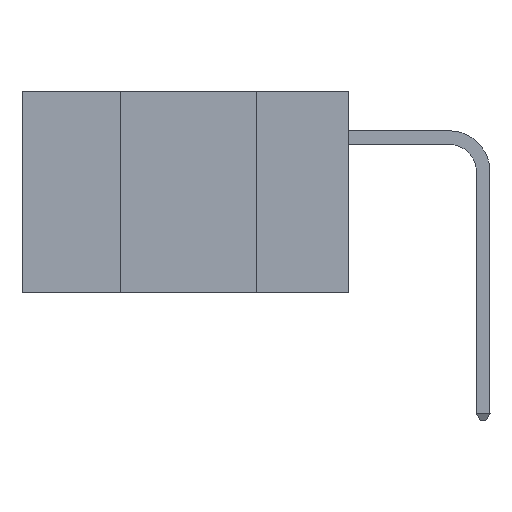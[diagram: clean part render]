
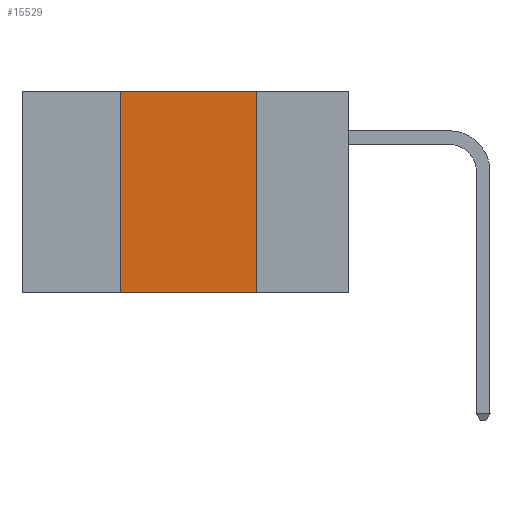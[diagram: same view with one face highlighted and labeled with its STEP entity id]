
A CAD part, left-side view. The second image highlights one B-rep face of the part: STEP entity #15529.
In plain terms, the highlighted planar face has unit normal (-1, 0, 0).
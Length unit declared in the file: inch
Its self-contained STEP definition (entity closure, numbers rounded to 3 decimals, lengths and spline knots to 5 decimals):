
#53 = LINE ( 'NONE', #3603, #15757 ) ;
#857 = LINE ( 'NONE', #4549, #8537 ) ;
#1053 = ORIENTED_EDGE ( 'NONE', *, *, #3558, .F. ) ;
#1765 = DIRECTION ( 'NONE',  ( 1., 0., 0. ) ) ;
#2176 = CARTESIAN_POINT ( 'NONE',  ( 0., 0.6, 0. ) ) ;
#2746 = ORIENTED_EDGE ( 'NONE', *, *, #11547, .T. ) ;
#3151 = EDGE_CURVE ( 'NONE', #4710, #6047, #53, .T. ) ;
#3558 = EDGE_CURVE ( 'NONE', #6047, #4789, #10953, .T. ) ;
#3603 = CARTESIAN_POINT ( 'NONE',  ( 0., 0.42, 0. ) ) ;
#4549 = CARTESIAN_POINT ( 'NONE',  ( 0., 0.6, -0.37 ) ) ;
#4560 = PLANE ( 'NONE',  #10123 ) ;
#4710 = VERTEX_POINT ( 'NONE', #10629 ) ;
#4789 = VERTEX_POINT ( 'NONE', #9128 ) ;
#4946 = CARTESIAN_POINT ( 'NONE',  ( 0., 0.42, 0. ) ) ;
#5628 = FACE_OUTER_BOUND ( 'NONE', #15384, .T. ) ;
#6047 = VERTEX_POINT ( 'NONE', #4946 ) ;
#7057 = ORIENTED_EDGE ( 'NONE', *, *, #3151, .F. ) ;
#7754 = VECTOR ( 'NONE', #11769, 39.37008 ) ;
#7926 = VECTOR ( 'NONE', #11024, 39.37008 ) ;
#8325 = DIRECTION ( 'NONE',  ( 0., -1., 0. ) ) ;
#8537 = VECTOR ( 'NONE', #8325, 39.37008 ) ;
#9128 = CARTESIAN_POINT ( 'NONE',  ( 0., 0.17, 0. ) ) ;
#9389 = ORIENTED_EDGE ( 'NONE', *, *, #15452, .F. ) ;
#9973 = DIRECTION ( 'NONE',  ( 0., 0., 1. ) ) ;
#10123 = AXIS2_PLACEMENT_3D ( 'NONE', #13242, #1765, #15690 ) ;
#10538 = LINE ( 'NONE', #12022, #7754 ) ;
#10629 = CARTESIAN_POINT ( 'NONE',  ( 0., 0.42, -0.37 ) ) ;
#10660 = CARTESIAN_POINT ( 'NONE',  ( 0., 0.17, -0.37 ) ) ;
#10953 = LINE ( 'NONE', #2176, #7926 ) ;
#11024 = DIRECTION ( 'NONE',  ( 0., -1., 0. ) ) ;
#11547 = EDGE_CURVE ( 'NONE', #4710, #12397, #857, .T. ) ;
#11769 = DIRECTION ( 'NONE',  ( 0., 0., -1. ) ) ;
#12022 = CARTESIAN_POINT ( 'NONE',  ( 0., 0.17, 0. ) ) ;
#12397 = VERTEX_POINT ( 'NONE', #10660 ) ;
#13242 = CARTESIAN_POINT ( 'NONE',  ( 0., 0.6, 0. ) ) ;
#15384 = EDGE_LOOP ( 'NONE', ( #9389, #1053, #7057, #2746 ) ) ;
#15452 = EDGE_CURVE ( 'NONE', #4789, #12397, #10538, .T. ) ;
#15529 = ADVANCED_FACE ( 'NONE', ( #5628 ), #4560, .F. ) ;
#15690 = DIRECTION ( 'NONE',  ( 0., 0., -1. ) ) ;
#15757 = VECTOR ( 'NONE', #9973, 39.37008 ) ;
